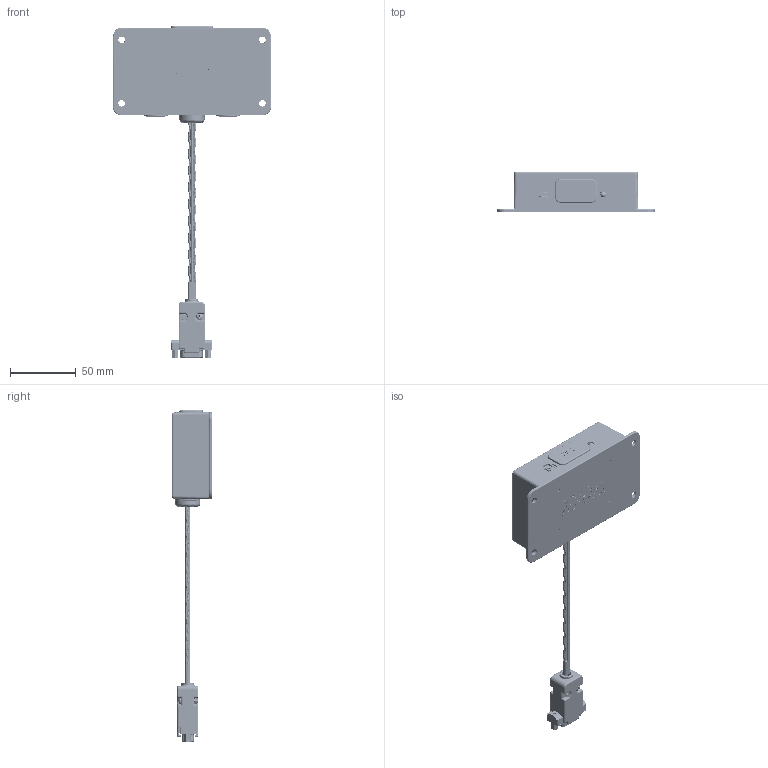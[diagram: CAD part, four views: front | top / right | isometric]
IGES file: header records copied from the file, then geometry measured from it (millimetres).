
Start section: SolidWorks IGES file using analytic representation for surfaces
Global section: file name: SV-MAG-236_solid_model.IGS; native system: SolidWorks 2017; preprocessor: SolidWorks 2017; author: rott; date: 170531.145315; units: millimetre
Bounding box: 119.62 x 30.91 x 251.53 mm (x, y, z)
Surface area: 43654.7 mm2 (no closed solid volume)
Topology: 0 solids, 0 shells, 5351 faces, 61599 edges, 61560 vertices
Faces by surface type: bspline 4900, revolution 451
